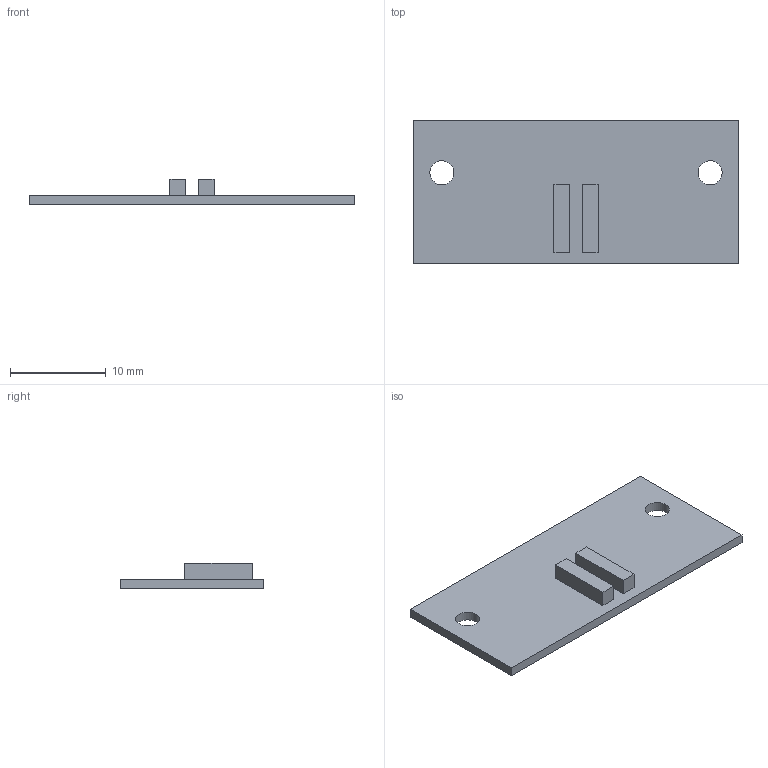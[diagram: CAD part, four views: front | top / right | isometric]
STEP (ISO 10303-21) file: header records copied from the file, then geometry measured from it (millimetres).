
FILE_DESCRIPTION(('Open CASCADE Model'),'2;1');
FILE_NAME('Open CASCADE Shape Model','2016-07-14T14:59:49',('Author'),( 'Open CASCADE'),'Open CASCADE STEP processor 6.8','Open CASCADE 6.8' ,'Unknown');
FILE_SCHEMA(('AUTOMOTIVE_DESIGN { 1 0 10303 214 1 1 1 1 }'));
Length unit declared in the file: millimetre
Products named in the file (6): PCB; Board; P1; 966872960; Extruded; P2
Assembly tree (6 placements, depth 4):
  PCB
    Board
    P1
      966872960
        Extruded
    P2
      966872960
        Extruded
Bounding box: 34 x 15 x 2.7 mm (x, y, z)
Volume: 538.3 mm3; surface area: 1217.4 mm2
Topology: 3 solids, 3 shells, 20 faces, 42 edges, 28 vertices
Faces by surface type: plane 18, cylinder 2
Full cylindrical faces by diameter (mm): 2.5 x2
Entity records: 916 total; most frequent: CARTESIAN_POINT 155, DIRECTION 132, LINE 82, VECTOR 82, ORIENTED_EDGE 60, PCURVE 60, DEFINITIONAL_REPRESENTATION 60, EDGE_CURVE 30
